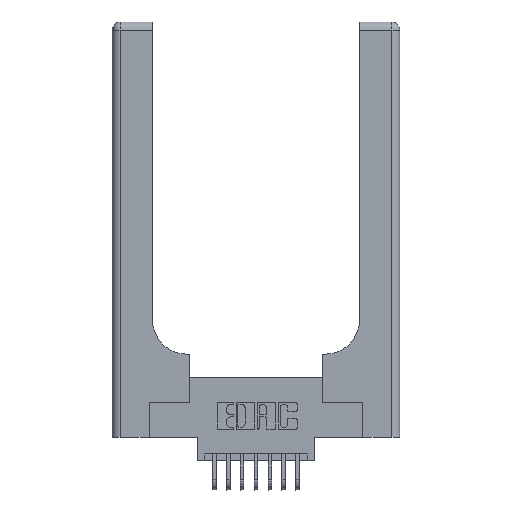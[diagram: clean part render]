
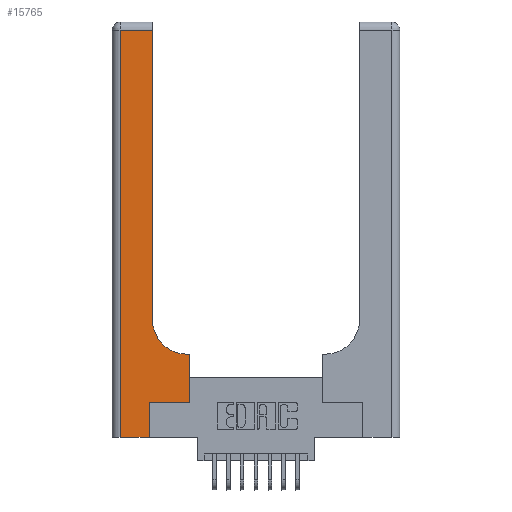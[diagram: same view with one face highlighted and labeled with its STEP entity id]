
A CAD part, top view. The second image highlights one B-rep face of the part: STEP entity #15765.
In plain terms, the highlighted planar face has unit normal (0, 0, 1).
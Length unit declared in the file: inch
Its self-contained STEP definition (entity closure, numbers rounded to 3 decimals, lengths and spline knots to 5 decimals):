
#57 = EDGE_CURVE ( 'NONE', #8645, #10851, #12538, .T. ) ;
#713 = CARTESIAN_POINT ( 'NONE',  ( 0.06, 2.94, 0.37 ) ) ;
#913 = CARTESIAN_POINT ( 'NONE',  ( 0.5415, 0.6, 0.37 ) ) ;
#1227 = VECTOR ( 'NONE', #16685, 39.37008 ) ;
#1478 = VECTOR ( 'NONE', #12186, 39.37008 ) ;
#1545 = VERTEX_POINT ( 'NONE', #713 ) ;
#1745 = EDGE_CURVE ( 'NONE', #13899, #8645, #5073, .T. ) ;
#1815 = AXIS2_PLACEMENT_3D ( 'NONE', #9910, #15234, #7398 ) ;
#1878 = VECTOR ( 'NONE', #16377, 39.37008 ) ;
#1925 = CARTESIAN_POINT ( 'NONE',  ( 0.269, 0.25, 0.37 ) ) ;
#2123 = DIRECTION ( 'NONE',  ( 1., 0., 0. ) ) ;
#2223 = LINE ( 'NONE', #8369, #15857 ) ;
#2695 = VECTOR ( 'NONE', #14796, 39.37008 ) ;
#2961 = LINE ( 'NONE', #16025, #13120 ) ;
#3033 = DIRECTION ( 'NONE',  ( 0., 0., -1. ) ) ;
#3285 = EDGE_CURVE ( 'NONE', #7301, #4872, #2223, .T. ) ;
#3599 = CARTESIAN_POINT ( 'NONE',  ( 0.06, 3., 0.37 ) ) ;
#3820 = LINE ( 'NONE', #8583, #14304 ) ;
#4272 = CARTESIAN_POINT ( 'NONE',  ( 0.2915, 0.6, 0.37 ) ) ;
#4480 = ORIENTED_EDGE ( 'NONE', *, *, #12468, .T. ) ;
#4872 = VERTEX_POINT ( 'NONE', #7557 ) ;
#4904 = VERTEX_POINT ( 'NONE', #913 ) ;
#4932 = EDGE_LOOP ( 'NONE', ( #13917, #4480, #8316, #6173, #15228, #10471, #8044, #6922, #6759 ) ) ;
#5073 = LINE ( 'NONE', #1925, #15102 ) ;
#6094 = PLANE ( 'NONE',  #1815 ) ;
#6173 = ORIENTED_EDGE ( 'NONE', *, *, #3285, .T. ) ;
#6759 = ORIENTED_EDGE ( 'NONE', *, *, #13052, .T. ) ;
#6922 = ORIENTED_EDGE ( 'NONE', *, *, #13014, .T. ) ;
#7301 = VERTEX_POINT ( 'NONE', #12179 ) ;
#7398 = DIRECTION ( 'NONE',  ( -1., 0., 0. ) ) ;
#7557 = CARTESIAN_POINT ( 'NONE',  ( 0.269, 0., 0.37 ) ) ;
#7565 = CARTESIAN_POINT ( 'NONE',  ( 0.2915, 2.94, 0.37 ) ) ;
#7831 = CIRCLE ( 'NONE', #13600, 0.25 ) ;
#7986 = CARTESIAN_POINT ( 'NONE',  ( 0.5585, 0.25, 0.37 ) ) ;
#8044 = ORIENTED_EDGE ( 'NONE', *, *, #57, .T. ) ;
#8270 = CARTESIAN_POINT ( 'NONE',  ( 0.2915, 3., 0.37 ) ) ;
#8316 = ORIENTED_EDGE ( 'NONE', *, *, #10298, .T. ) ;
#8369 = CARTESIAN_POINT ( 'NONE',  ( 0., 0., 0.37 ) ) ;
#8443 = LINE ( 'NONE', #3599, #1227 ) ;
#8508 = CARTESIAN_POINT ( 'NONE',  ( 0.269, 0.25, 0.37 ) ) ;
#8583 = CARTESIAN_POINT ( 'NONE',  ( 0., 2.94, 0.37 ) ) ;
#8645 = VERTEX_POINT ( 'NONE', #7986 ) ;
#9569 = DIRECTION ( 'NONE',  ( 0., 1., 0. ) ) ;
#9910 = CARTESIAN_POINT ( 'NONE',  ( 0., 3., 0.37 ) ) ;
#10298 = EDGE_CURVE ( 'NONE', #1545, #7301, #8443, .T. ) ;
#10471 = ORIENTED_EDGE ( 'NONE', *, *, #1745, .T. ) ;
#10851 = VERTEX_POINT ( 'NONE', #15560 ) ;
#10995 = CARTESIAN_POINT ( 'NONE',  ( 0.5415, 0.85, 0.37 ) ) ;
#11082 = CARTESIAN_POINT ( 'NONE',  ( 0.2915, 0.85, 0.37 ) ) ;
#12179 = CARTESIAN_POINT ( 'NONE',  ( 0.06, 0., 0.37 ) ) ;
#12186 = DIRECTION ( 'NONE',  ( -1., 0., 0. ) ) ;
#12308 = DIRECTION ( 'NONE',  ( 1., 0., 0. ) ) ;
#12468 = EDGE_CURVE ( 'NONE', #15840, #1545, #3820, .T. ) ;
#12496 = FACE_OUTER_BOUND ( 'NONE', #4932, .T. ) ;
#12538 = LINE ( 'NONE', #16243, #1878 ) ;
#13014 = EDGE_CURVE ( 'NONE', #10851, #4904, #16389, .T. ) ;
#13052 = EDGE_CURVE ( 'NONE', #4904, #15037, #7831, .T. ) ;
#13120 = VECTOR ( 'NONE', #9569, 39.37008 ) ;
#13600 = AXIS2_PLACEMENT_3D ( 'NONE', #10995, #3033, #12308 ) ;
#13899 = VERTEX_POINT ( 'NONE', #8508 ) ;
#13917 = ORIENTED_EDGE ( 'NONE', *, *, #16665, .T. ) ;
#14304 = VECTOR ( 'NONE', #16350, 39.37008 ) ;
#14796 = DIRECTION ( 'NONE',  ( 0., 1., 0. ) ) ;
#14943 = DIRECTION ( 'NONE',  ( 1., 0., 0. ) ) ;
#15037 = VERTEX_POINT ( 'NONE', #11082 ) ;
#15102 = VECTOR ( 'NONE', #2123, 39.37008 ) ;
#15228 = ORIENTED_EDGE ( 'NONE', *, *, #15525, .T. ) ;
#15234 = DIRECTION ( 'NONE',  ( 0., 0., -1. ) ) ;
#15525 = EDGE_CURVE ( 'NONE', #4872, #13899, #2961, .T. ) ;
#15560 = CARTESIAN_POINT ( 'NONE',  ( 0.5585, 0.6, 0.37 ) ) ;
#15765 = ADVANCED_FACE ( 'NONE', ( #12496 ), #6094, .F. ) ;
#15840 = VERTEX_POINT ( 'NONE', #7565 ) ;
#15857 = VECTOR ( 'NONE', #14943, 39.37008 ) ;
#16025 = CARTESIAN_POINT ( 'NONE',  ( 0.269, 0., 0.37 ) ) ;
#16243 = CARTESIAN_POINT ( 'NONE',  ( 0.5585, 0.25, 0.37 ) ) ;
#16350 = DIRECTION ( 'NONE',  ( -1., 0., 0. ) ) ;
#16377 = DIRECTION ( 'NONE',  ( 0., 1., 0. ) ) ;
#16389 = LINE ( 'NONE', #4272, #1478 ) ;
#16664 = LINE ( 'NONE', #8270, #2695 ) ;
#16665 = EDGE_CURVE ( 'NONE', #15037, #15840, #16664, .T. ) ;
#16685 = DIRECTION ( 'NONE',  ( 0., -1., 0. ) ) ;
